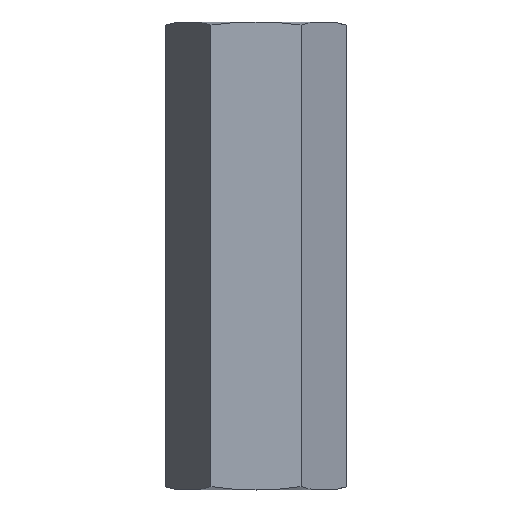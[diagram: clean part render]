
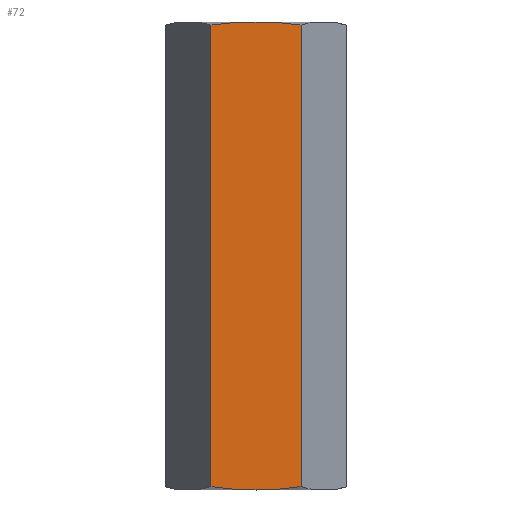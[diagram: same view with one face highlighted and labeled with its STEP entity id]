
A CAD part, top view. The second image highlights one B-rep face of the part: STEP entity #72.
In plain terms, the highlighted planar face has unit normal (0, 0, 1).
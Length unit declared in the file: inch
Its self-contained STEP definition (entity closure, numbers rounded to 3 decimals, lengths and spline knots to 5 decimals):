
#35 = VERTEX_POINT ( 'NONE', #322 ) ;
#48 = CARTESIAN_POINT ( 'NONE',  ( -0.02415, 0.37466, 0.125 ) ) ;
#52 = CARTESIAN_POINT ( 'NONE',  ( 0.06025, -0.37248, 0.125 ) ) ;
#57 = EDGE_CURVE ( 'NONE', #136, #35, #393, .T. ) ;
#72 = ADVANCED_FACE ( 'NONE', ( #326 ), #765, .F. ) ;
#75 = CARTESIAN_POINT ( 'NONE',  ( 0., -0.37475, 0.125 ) ) ;
#77 = CARTESIAN_POINT ( 'NONE',  ( 0.01208, 0.37475, 0.125 ) ) ;
#83 = B_SPLINE_CURVE_WITH_KNOTS ( 'NONE', 3,
 ( #384, #622, #304, #716, #416, #601 ),
 .UNSPECIFIED., .F., .F.,
 ( 4, 2, 4 ),
 ( 0., 0.00092, 0.00184 ),
 .UNSPECIFIED. ) ;
#102 = CARTESIAN_POINT ( 'NONE',  ( -0.07217, 0.37, 0.125 ) ) ;
#113 = CARTESIAN_POINT ( 'NONE',  ( 0.04824, -0.37353, 0.125 ) ) ;
#119 = EDGE_CURVE ( 'NONE', #647, #785, #730, .T. ) ;
#128 = CARTESIAN_POINT ( 'NONE',  ( 0.06025, 0.37248, 0.125 ) ) ;
#134 = ORIENTED_EDGE ( 'NONE', *, *, #119, .F. ) ;
#136 = VERTEX_POINT ( 'NONE', #423 ) ;
#141 = VECTOR ( 'NONE', #780, 39.37008 ) ;
#155 = CARTESIAN_POINT ( 'NONE',  ( -0.01208, 0.37475, 0.125 ) ) ;
#161 = CARTESIAN_POINT ( 'NONE',  ( 0.07217, 0.37, 0.125 ) ) ;
#167 = AXIS2_PLACEMENT_3D ( 'NONE', #270, #614, #222 ) ;
#171 = EDGE_CURVE ( 'NONE', #215, #723, #285, .T. ) ;
#173 = CARTESIAN_POINT ( 'NONE',  ( 0.01208, -0.37475, 0.125 ) ) ;
#191 = CARTESIAN_POINT ( 'NONE',  ( -0.07217, 0.37, 0.125 ) ) ;
#196 = CARTESIAN_POINT ( 'NONE',  ( 0.02415, -0.37466, 0.125 ) ) ;
#205 = ORIENTED_EDGE ( 'NONE', *, *, #732, .F. ) ;
#215 = VERTEX_POINT ( 'NONE', #102 ) ;
#222 = DIRECTION ( 'NONE',  ( -1., 0., 0. ) ) ;
#260 = B_SPLINE_CURVE_WITH_KNOTS ( 'NONE', 3,
 ( #191, #405, #660, #48, #155, #603 ),
 .UNSPECIFIED., .F., .F.,
 ( 4, 2, 4 ),
 ( -0.00184, -0.00092, 0. ),
 .UNSPECIFIED. ) ;
#270 = CARTESIAN_POINT ( 'NONE',  ( -0.07217, 0.375, 0.125 ) ) ;
#285 = LINE ( 'NONE', #374, #141 ) ;
#302 = CARTESIAN_POINT ( 'NONE',  ( 0.07217, 0.375, 0.125 ) ) ;
#304 = CARTESIAN_POINT ( 'NONE',  ( -0.02415, -0.37466, 0.125 ) ) ;
#322 = CARTESIAN_POINT ( 'NONE',  ( 0., -0.37475, 0.125 ) ) ;
#326 = FACE_OUTER_BOUND ( 'NONE', #369, .T. ) ;
#342 = DIRECTION ( 'NONE',  ( 0., -1., 0. ) ) ;
#369 = EDGE_LOOP ( 'NONE', ( #504, #134, #205, #493, #687, #578 ) ) ;
#374 = CARTESIAN_POINT ( 'NONE',  ( -0.07217, 0.375, 0.125 ) ) ;
#384 = CARTESIAN_POINT ( 'NONE',  ( 0., -0.37475, 0.125 ) ) ;
#393 = B_SPLINE_CURVE_WITH_KNOTS ( 'NONE', 3,
 ( #451, #52, #113, #196, #173, #75 ),
 .UNSPECIFIED., .F., .F.,
 ( 4, 2, 4 ),
 ( -0.00184, -0.00092, 0. ),
 .UNSPECIFIED. ) ;
#394 = EDGE_CURVE ( 'NONE', #785, #136, #684, .T. ) ;
#405 = CARTESIAN_POINT ( 'NONE',  ( -0.06025, 0.37248, 0.125 ) ) ;
#416 = CARTESIAN_POINT ( 'NONE',  ( -0.06025, -0.37248, 0.125 ) ) ;
#423 = CARTESIAN_POINT ( 'NONE',  ( 0.07217, -0.37, 0.125 ) ) ;
#451 = CARTESIAN_POINT ( 'NONE',  ( 0.07217, -0.37, 0.125 ) ) ;
#472 = CARTESIAN_POINT ( 'NONE',  ( 0., 0.37475, 0.125 ) ) ;
#493 = ORIENTED_EDGE ( 'NONE', *, *, #171, .T. ) ;
#504 = ORIENTED_EDGE ( 'NONE', *, *, #394, .F. ) ;
#518 = CARTESIAN_POINT ( 'NONE',  ( -0.07217, -0.37, 0.125 ) ) ;
#563 = EDGE_CURVE ( 'NONE', #35, #723, #83, .T. ) ;
#572 = CARTESIAN_POINT ( 'NONE',  ( 0.02415, 0.37466, 0.125 ) ) ;
#578 = ORIENTED_EDGE ( 'NONE', *, *, #57, .F. ) ;
#601 = CARTESIAN_POINT ( 'NONE',  ( -0.07217, -0.37, 0.125 ) ) ;
#603 = CARTESIAN_POINT ( 'NONE',  ( 0., 0.37475, 0.125 ) ) ;
#614 = DIRECTION ( 'NONE',  ( 0., 0., -1. ) ) ;
#622 = CARTESIAN_POINT ( 'NONE',  ( -0.01208, -0.37475, 0.125 ) ) ;
#647 = VERTEX_POINT ( 'NONE', #786 ) ;
#660 = CARTESIAN_POINT ( 'NONE',  ( -0.04824, 0.37353, 0.125 ) ) ;
#684 = LINE ( 'NONE', #302, #709 ) ;
#687 = ORIENTED_EDGE ( 'NONE', *, *, #563, .F. ) ;
#709 = VECTOR ( 'NONE', #342, 39.37008 ) ;
#716 = CARTESIAN_POINT ( 'NONE',  ( -0.04824, -0.37353, 0.125 ) ) ;
#723 = VERTEX_POINT ( 'NONE', #518 ) ;
#730 = B_SPLINE_CURVE_WITH_KNOTS ( 'NONE', 3,
 ( #472, #77, #572, #752, #128, #161 ),
 .UNSPECIFIED., .F., .F.,
 ( 4, 2, 4 ),
 ( 0., 0.00092, 0.00184 ),
 .UNSPECIFIED. ) ;
#732 = EDGE_CURVE ( 'NONE', #215, #647, #260, .T. ) ;
#752 = CARTESIAN_POINT ( 'NONE',  ( 0.04824, 0.37353, 0.125 ) ) ;
#765 = PLANE ( 'NONE',  #167 ) ;
#776 = CARTESIAN_POINT ( 'NONE',  ( 0.07217, 0.37, 0.125 ) ) ;
#780 = DIRECTION ( 'NONE',  ( 0., -1., 0. ) ) ;
#785 = VERTEX_POINT ( 'NONE', #776 ) ;
#786 = CARTESIAN_POINT ( 'NONE',  ( 0., 0.37475, 0.125 ) ) ;
